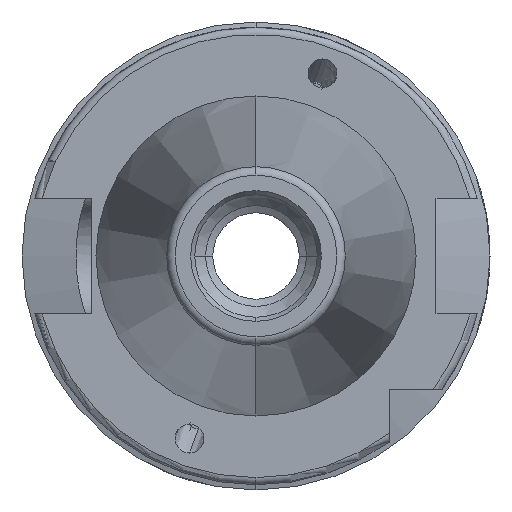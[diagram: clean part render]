
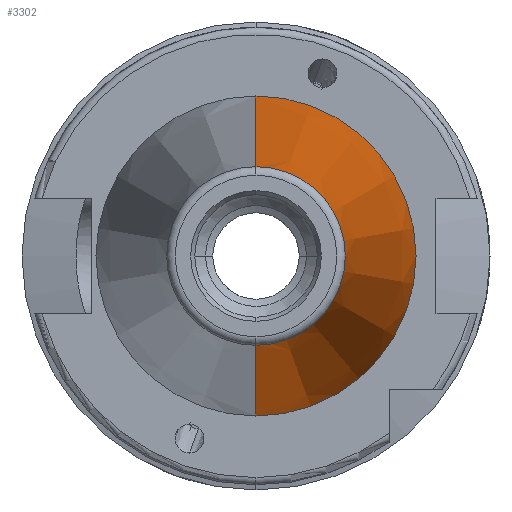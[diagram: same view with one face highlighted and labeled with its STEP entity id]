
A CAD part, left-side view. The second image highlights one B-rep face of the part: STEP entity #3302.
In plain terms, the highlighted conical face has half-angle 8.297 degrees and reference radius 22.225 mm.
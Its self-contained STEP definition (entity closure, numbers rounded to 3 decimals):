
#2525 = CARTESIAN_POINT ( 'NONE',  ( -67.373, 0., -12.4 ) ) ;
#2555 = CARTESIAN_POINT ( 'NONE',  ( -67.373, 0., 12.4 ) ) ;
#2557 = CARTESIAN_POINT ( 'NONE',  ( 0., 0., 0. ) ) ;
#2558 = AXIS2_PLACEMENT_3D ( 'NONE', #2557, #2562, #2561 ) ;
#2559 = CIRCLE ( 'NONE', #2558, 22.225 ) ;
#2560 = DIRECTION ( 'NONE',  ( 0.99, 0., 0.144 ) ) ;
#2561 = DIRECTION ( 'NONE',  ( 0., 0., -1. ) ) ;
#2562 = DIRECTION ( 'NONE',  ( -1., 0., 0. ) ) ;
#2575 = LINE ( 'NONE', #2596, #2595 ) ;
#2594 = DIRECTION ( 'NONE',  ( 0.99, 0., -0.144 ) ) ;
#2595 = VECTOR ( 'NONE', #2594, 1000. ) ;
#2596 = CARTESIAN_POINT ( 'NONE',  ( 0., 0., -22.225 ) ) ;
#2597 = CARTESIAN_POINT ( 'NONE',  ( 0., 0., 22.225 ) ) ;
#2599 = CARTESIAN_POINT ( 'NONE',  ( 0., 0., -22.225 ) ) ;
#2600 = DIRECTION ( 'NONE',  ( 0., 0., -1. ) ) ;
#2601 = DIRECTION ( 'NONE',  ( -1., 0., 0. ) ) ;
#2602 = CARTESIAN_POINT ( 'NONE',  ( -67.373, 0., 0. ) ) ;
#2603 = AXIS2_PLACEMENT_3D ( 'NONE', #2602, #2601, #2600 ) ;
#2604 = CIRCLE ( 'NONE', #2603, 12.4 ) ;
#2606 = VECTOR ( 'NONE', #2560, 1000. ) ;
#2607 = CARTESIAN_POINT ( 'NONE',  ( 0., 0., 22.225 ) ) ;
#2608 = LINE ( 'NONE', #2607, #2606 ) ;
#2609 = CONICAL_SURFACE ( 'NONE', #2611, 22.225, 0.145 ) ;
#2610 = CARTESIAN_POINT ( 'NONE',  ( 0., 0., 0. ) ) ;
#2611 = AXIS2_PLACEMENT_3D ( 'NONE', #2610, #2616, #2615 ) ;
#2612 = FACE_OUTER_BOUND ( 'NONE', #3301, .T. ) ;
#2615 = DIRECTION ( 'NONE',  ( 0., 0., 1. ) ) ;
#2616 = DIRECTION ( 'NONE',  ( 1., 0., 0. ) ) ;
#3251 = VERTEX_POINT ( 'NONE', #2525 ) ;
#3260 = ORIENTED_EDGE ( 'NONE', *, *, #3280, .F. ) ;
#3280 = EDGE_CURVE ( 'NONE', #3308, #3284, #2608, .T. ) ;
#3281 = ORIENTED_EDGE ( 'NONE', *, *, #3311, .T. ) ;
#3282 = EDGE_CURVE ( 'NONE', #3292, #3284, #2559, .T. ) ;
#3284 = VERTEX_POINT ( 'NONE', #2597 ) ;
#3285 = EDGE_CURVE ( 'NONE', #3251, #3308, #2604, .T. ) ;
#3292 = VERTEX_POINT ( 'NONE', #2599 ) ;
#3293 = ORIENTED_EDGE ( 'NONE', *, *, #3282, .T. ) ;
#3301 = EDGE_LOOP ( 'NONE', ( #3309, #3281, #3293, #3260 ) ) ;
#3302 = ADVANCED_FACE ( 'NONE', ( #2612 ), #2609, .T. ) ;
#3308 = VERTEX_POINT ( 'NONE', #2555 ) ;
#3309 = ORIENTED_EDGE ( 'NONE', *, *, #3285, .F. ) ;
#3311 = EDGE_CURVE ( 'NONE', #3251, #3292, #2575, .T. ) ;
